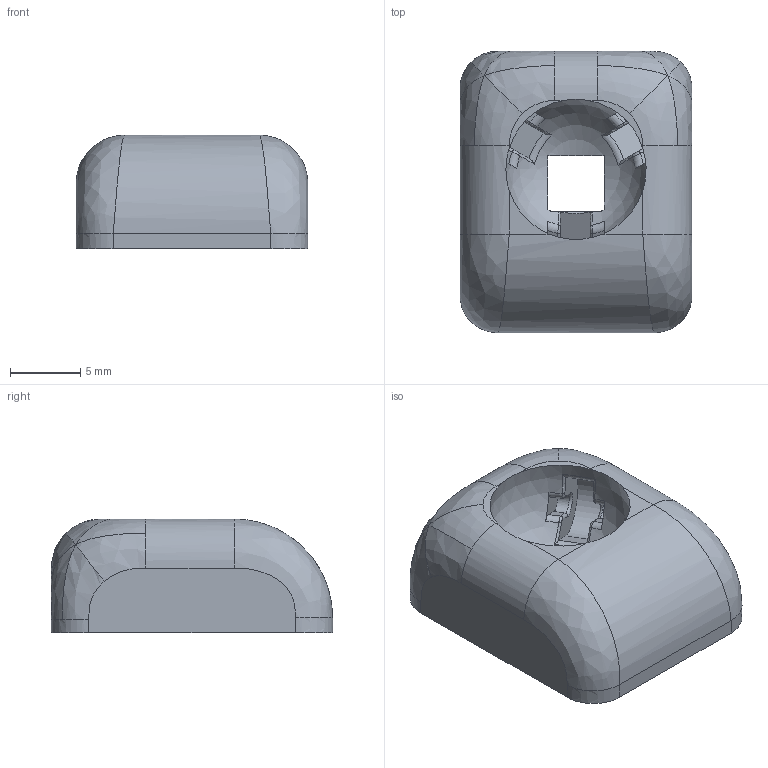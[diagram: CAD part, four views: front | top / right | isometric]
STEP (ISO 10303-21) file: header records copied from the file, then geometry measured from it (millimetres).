
FILE_DESCRIPTION(/* description */ (''),/* implementation_level */ '2;1');
FILE_NAME(/* name */ 'TrackBall10mm.step',/* time_stamp */ '2025-12-23T18:58:32+09:00',/* author */ (''),/* organization */ (''),/* preprocessor_version */ 'ST-DEVELOPER v20.1',/* originating_system */ 'Autodesk Translation Framework v14.21.0.0',/* authorisation */ '');
FILE_SCHEMA (('AUTOMOTIVE_DESIGN { 1 0 10303 214 3 1 1 }'));
Length unit declared in the file: millimetre
Products named in the file (2): TrackBall10mm; 10mmCase
Assembly tree (1 placements, depth 2):
  TrackBall10mm
    10mmCase
Bounding box: 16.5 x 20 x 8.1 mm (x, y, z)
Volume: 1731.5 mm3; surface area: 1388.9 mm2
Topology: 1 solids, 1 shells, 164 faces, 425 edges, 268 vertices
Faces by surface type: plane 73, torus 35, bspline 30, cylinder 25, sphere 1
Entity records: 7684 total; most frequent: CARTESIAN_POINT 3829, ORIENTED_EDGE 850, DIRECTION 721, EDGE_CURVE 425, AXIS2_PLACEMENT_3D 277, VERTEX_POINT 268, EDGE_LOOP 171, LINE 167
